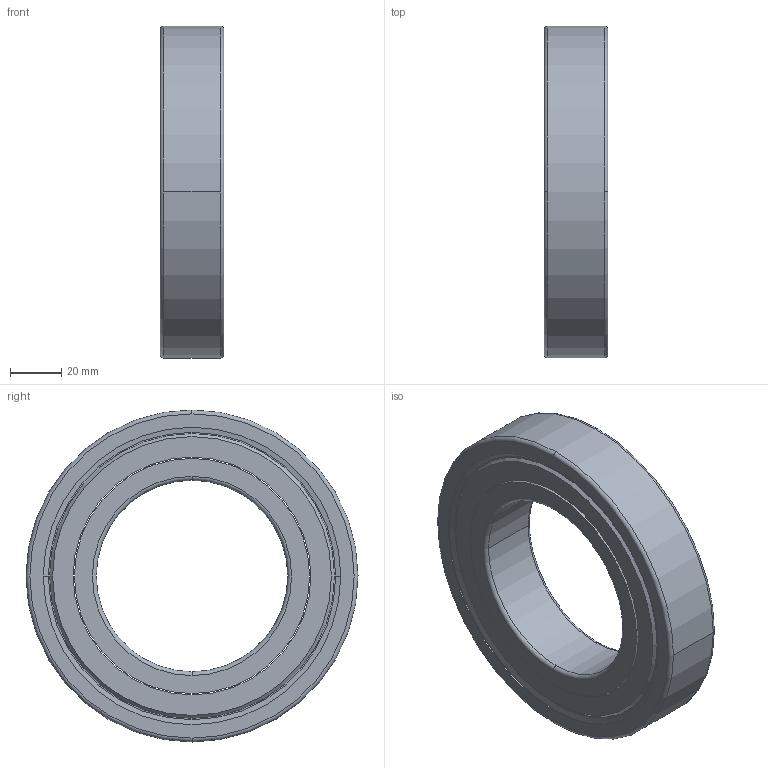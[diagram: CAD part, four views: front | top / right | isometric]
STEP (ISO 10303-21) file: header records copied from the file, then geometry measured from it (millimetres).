
FILE_DESCRIPTION(('STEP AP214'),'1');
FILE_NAME('6215-2z_c3.stp','2025-07-16T20:29:19',('TraceParts'),('TraceParts S.A.'),'Spatial InterOp 3D',' ',' ');
FILE_SCHEMA(('AUTOMOTIVE_DESIGN { 1 0 10303 214 1 1 1 1 }'));
Length unit declared in the file: millimetre
Products named in the file (1): SKF_bearing_6215-2Z_2_1
Bounding box: 25 x 130 x 130 mm (x, y, z)
Volume: 147578.2 mm3; surface area: 74382.7 mm2
Topology: 5 solids, 5 shells, 130 faces, 328 edges, 190 vertices
Faces by surface type: torus 46, cylinder 28, sphere 22, cone 20, plane 14
Entity records: 4388 total; most frequent: CARTESIAN_POINT 1357, DIRECTION 702, ORIENTED_EDGE 568, AXIS2_PLACEMENT_3D 327, EDGE_CURVE 284, CIRCLE 192, VERTEX_POINT 190, EDGE_LOOP 166
